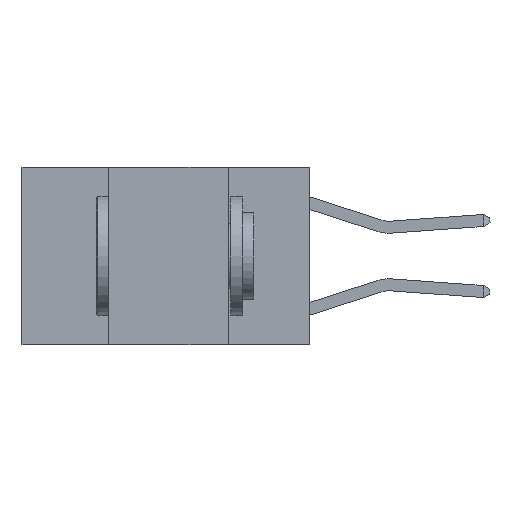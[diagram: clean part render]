
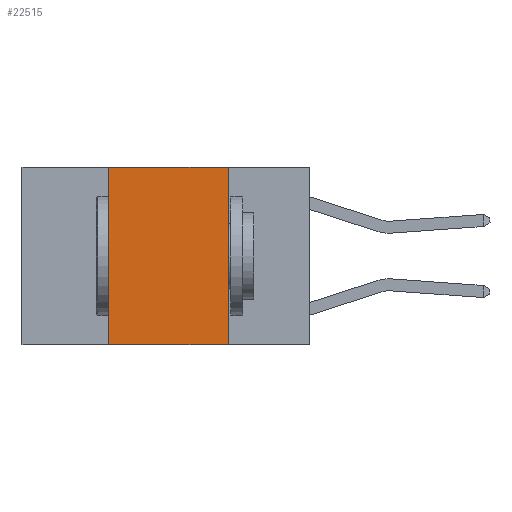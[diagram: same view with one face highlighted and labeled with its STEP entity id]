
A CAD part, left-side view. The second image highlights one B-rep face of the part: STEP entity #22515.
In plain terms, the highlighted planar face has unit normal (-1, 0, 0).
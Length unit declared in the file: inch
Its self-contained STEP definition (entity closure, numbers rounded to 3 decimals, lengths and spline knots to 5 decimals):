
#224 = FACE_OUTER_BOUND ( 'NONE', #26655, .T. ) ;
#2497 = VECTOR ( 'NONE', #27914, 39.37008 ) ;
#3646 = EDGE_CURVE ( 'NONE', #15860, #28700, #13165, .T. ) ;
#3718 = CARTESIAN_POINT ( 'NONE',  ( 0., 0.17, 0. ) ) ;
#4907 = PLANE ( 'NONE',  #13648 ) ;
#8454 = CARTESIAN_POINT ( 'NONE',  ( 0., 0.6, -0.37 ) ) ;
#9077 = ORIENTED_EDGE ( 'NONE', *, *, #15188, .F. ) ;
#10134 = EDGE_CURVE ( 'NONE', #16145, #28700, #27591, .T. ) ;
#12133 = CARTESIAN_POINT ( 'NONE',  ( 0., 0.42, 0. ) ) ;
#12262 = LINE ( 'NONE', #30430, #24294 ) ;
#12562 = DIRECTION ( 'NONE',  ( 0., -1., 0. ) ) ;
#13165 = LINE ( 'NONE', #8454, #25958 ) ;
#13648 = AXIS2_PLACEMENT_3D ( 'NONE', #29097, #29194, #14813 ) ;
#14046 = ORIENTED_EDGE ( 'NONE', *, *, #10134, .F. ) ;
#14813 = DIRECTION ( 'NONE',  ( 0., 0., -1. ) ) ;
#14848 = CARTESIAN_POINT ( 'NONE',  ( 0., 0.17, 0. ) ) ;
#15188 = EDGE_CURVE ( 'NONE', #15860, #28554, #12262, .T. ) ;
#15860 = VERTEX_POINT ( 'NONE', #28191 ) ;
#16145 = VERTEX_POINT ( 'NONE', #14848 ) ;
#18481 = DIRECTION ( 'NONE',  ( 0., 0., 1. ) ) ;
#19871 = CARTESIAN_POINT ( 'NONE',  ( 0., 0.6, 0. ) ) ;
#22515 = ADVANCED_FACE ( 'NONE', ( #224 ), #4907, .F. ) ;
#22584 = EDGE_CURVE ( 'NONE', #28554, #16145, #24576, .T. ) ;
#23813 = VECTOR ( 'NONE', #12562, 39.37008 ) ;
#24294 = VECTOR ( 'NONE', #18481, 39.37008 ) ;
#24576 = LINE ( 'NONE', #19871, #23813 ) ;
#24650 = CARTESIAN_POINT ( 'NONE',  ( 0., 0.17, -0.37 ) ) ;
#25358 = DIRECTION ( 'NONE',  ( 0., -1., 0. ) ) ;
#25958 = VECTOR ( 'NONE', #25358, 39.37008 ) ;
#26655 = EDGE_LOOP ( 'NONE', ( #14046, #26821, #9077, #29088 ) ) ;
#26821 = ORIENTED_EDGE ( 'NONE', *, *, #22584, .F. ) ;
#27591 = LINE ( 'NONE', #3718, #2497 ) ;
#27914 = DIRECTION ( 'NONE',  ( 0., 0., -1. ) ) ;
#28191 = CARTESIAN_POINT ( 'NONE',  ( 0., 0.42, -0.37 ) ) ;
#28554 = VERTEX_POINT ( 'NONE', #12133 ) ;
#28700 = VERTEX_POINT ( 'NONE', #24650 ) ;
#29088 = ORIENTED_EDGE ( 'NONE', *, *, #3646, .T. ) ;
#29097 = CARTESIAN_POINT ( 'NONE',  ( 0., 0.6, 0. ) ) ;
#29194 = DIRECTION ( 'NONE',  ( 1., 0., 0. ) ) ;
#30430 = CARTESIAN_POINT ( 'NONE',  ( 0., 0.42, 0. ) ) ;
